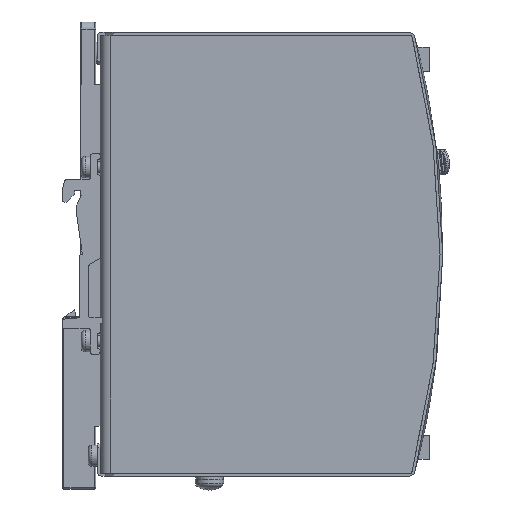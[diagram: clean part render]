
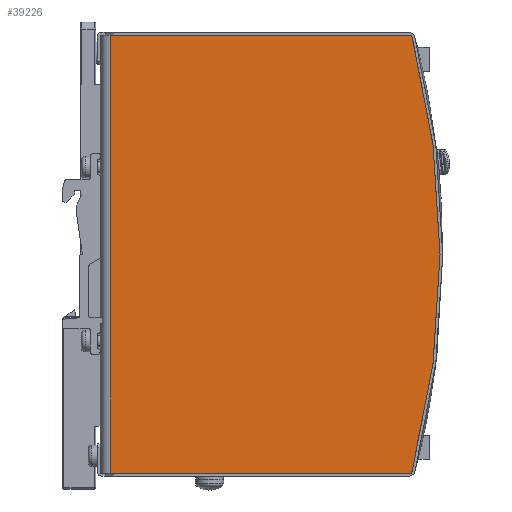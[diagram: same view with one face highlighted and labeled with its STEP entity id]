
A CAD part, front view. The second image highlights one B-rep face of the part: STEP entity #39226.
In plain terms, the highlighted planar face has unit normal (0, -1, 0).
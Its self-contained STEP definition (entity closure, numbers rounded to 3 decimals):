
#2230=PLANE('',#41678);
#3694=FACE_OUTER_BOUND('',#5817,.T.);
#5817=EDGE_LOOP('',(#27287,#27288,#27289,#27290));
#8420=LINE('',#53734,#12594);
#8427=LINE('',#53758,#12601);
#8429=LINE('',#53763,#12603);
#12594=VECTOR('',#44329,10.);
#12601=VECTOR('',#44356,10.);
#12603=VECTOR('',#44362,10.);
#16746=CIRCLE('',#41657,240.);
#17438=VERTEX_POINT('',#53696);
#17439=VERTEX_POINT('',#53697);
#17453=VERTEX_POINT('',#53733);
#17460=VERTEX_POINT('',#53757);
#21346=EDGE_CURVE('',#17438,#17439,#16746,.T.);
#21364=EDGE_CURVE('',#17438,#17453,#8420,.T.);
#21376=EDGE_CURVE('',#17460,#17453,#8427,.T.);
#21379=EDGE_CURVE('',#17439,#17460,#8429,.T.);
#27287=ORIENTED_EDGE('',*,*,#21346,.T.);
#27288=ORIENTED_EDGE('',*,*,#21379,.T.);
#27289=ORIENTED_EDGE('',*,*,#21376,.T.);
#27290=ORIENTED_EDGE('',*,*,#21364,.F.);
#39226=ADVANCED_FACE('',(#3694),#2230,.T.);
#41657=AXIS2_PLACEMENT_3D('',#53698,#44297,#44298);
#41678=AXIS2_PLACEMENT_3D('',#53762,#44360,#44361);
#44297=DIRECTION('center_axis',(0.,-1.,0.));
#44298=DIRECTION('ref_axis',(-0.967,0.,-0.255));
#44329=DIRECTION('',(-1.,0.,0.));
#44356=DIRECTION('',(0.,0.,-1.));
#44360=DIRECTION('center_axis',(0.,-1.,0.));
#44361=DIRECTION('ref_axis',(0.,0.,-1.));
#44362=DIRECTION('',(-1.,0.,0.));
#53696=CARTESIAN_POINT('',(87.079,-16.,-61.15));
#53697=CARTESIAN_POINT('',(87.079,-16.,61.15));
#53698=CARTESIAN_POINT('Origin',(-145.,-16.,0.));
#53733=CARTESIAN_POINT('',(3.,-16.,-61.15));
#53734=CARTESIAN_POINT('',(130.,-16.,-61.15));
#53757=CARTESIAN_POINT('',(3.,-16.,61.15));
#53758=CARTESIAN_POINT('',(3.,-16.,-61.15));
#53762=CARTESIAN_POINT('Origin',(130.,-16.,-61.15));
#53763=CARTESIAN_POINT('',(130.,-16.,61.15));
